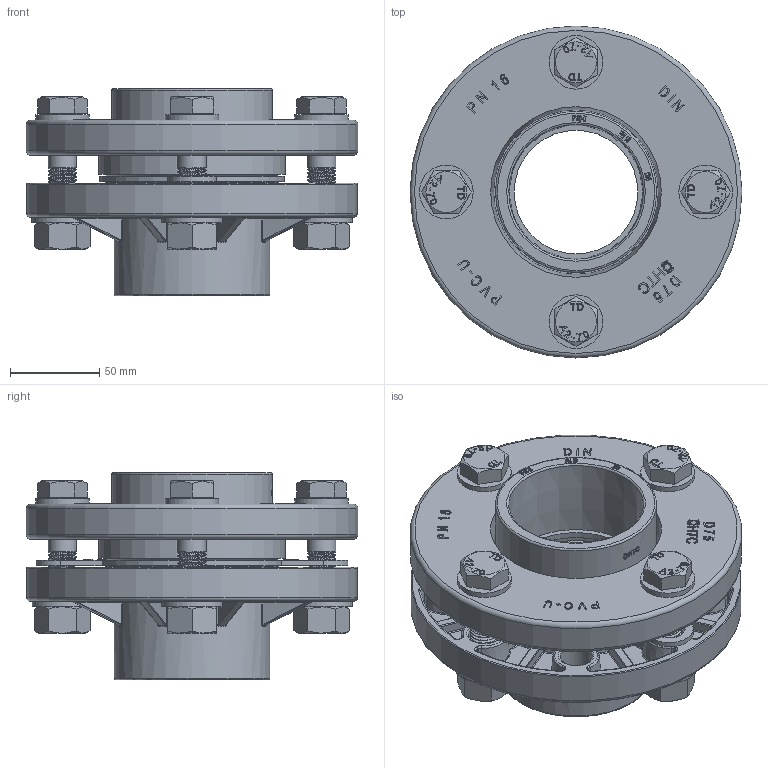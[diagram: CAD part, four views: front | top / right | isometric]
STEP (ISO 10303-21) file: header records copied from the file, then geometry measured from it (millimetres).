
FILE_DESCRIPTION(/* description */ (''),/* implementation_level */ '2;1');
FILE_NAME(/* name */ 'AF0707.000.075.step',/* time_stamp */ '2026-02-13T11:51:01+01:00',/* author */ (''),/* organization */ (''),/* preprocessor_version */ 'ST-DEVELOPER v20.1',/* originating_system */ 'Autodesk Translation Framework v14.24.0.0',/* authorisation */ '');
FILE_SCHEMA (('AUTOMOTIVE_DESIGN { 1 0 10303 214 3 1 1 }'));
Length unit declared in the file: millimetre
Products named in the file (9): 2026-02-13-07-53-11-169; 2026-02-13-08-54-17-289; 2026-02-13-08-54-19-682; 2026-02-13-08-54-56-355; DIN 125 - A 19 Stahl 100 HV Einfach; DIN 125 - A 17 Stahl 100 HV Einfach; 2026-02-13-11-13-00-941; 2026-02-13-11-13-01-040; 2026-02-13-11-49-28-229
Assembly tree (17 placements, depth 3):
  2026-02-13-07-53-11-169
    2026-02-13-08-54-17-289
    2026-02-13-08-54-19-682
    2026-02-13-08-54-56-355
    DIN 125 - A 19 Stahl 100 HV Einfach  x4
    2026-02-13-11-49-28-229  x4
    DIN 125 - A 17 Stahl 100 HV Einfach  x4
    2026-02-13-11-13-00-941
      2026-02-13-11-13-01-040
Bounding box: 185.6 x 185.6 x 116.19 mm (x, y, z)
Volume: 865865.6 mm3; surface area: 282575.8 mm2
Topology: 20 solids, 20 shells, 2561 faces, 6573 edges, 4175 vertices
Faces by surface type: plane 881, bspline 738, cylinder 548, torus 241, cone 115, sphere 38
Full cylindrical faces by diameter (mm): 3.5 x1, 4.667 x1, 13.534 x76, 15.519 x12, 15.822 x80, 17 x4, 18 x14, 18.293 x16, 19 x4, 30 x4, 34 x4, 69.1 x1, 70 x1, 75 x1, 77 x1, 79 x1, 86 x1, 87 x1, 88 x1, 90 x1, 95 x1, 97 x1, 104.6 x1, 185 x1, 185.6 x1
Entity records: 108243 total; most frequent: CARTESIAN_POINT 52997, ORIENTED_EDGE 12572, DIRECTION 9629, EDGE_CURVE 6286, VERTEX_POINT 4013, AXIS2_PLACEMENT_3D 3328, LINE 2973, VECTOR 2973
